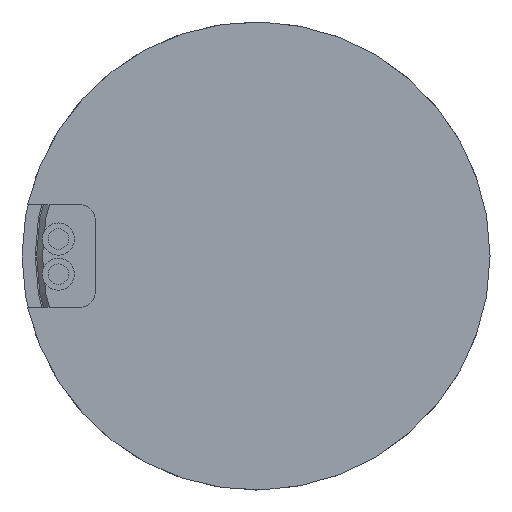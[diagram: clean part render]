
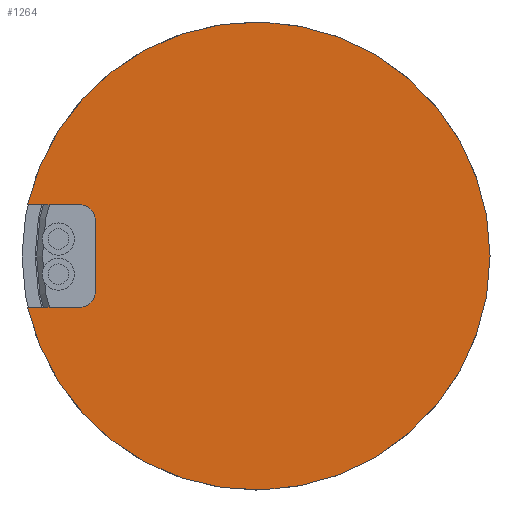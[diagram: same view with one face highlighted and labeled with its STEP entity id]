
A CAD part, front view. The second image highlights one B-rep face of the part: STEP entity #1264.
In plain terms, the highlighted planar face has unit normal (0, -1, 0).
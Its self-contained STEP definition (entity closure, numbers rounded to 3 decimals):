
#94 = AXIS2_PLACEMENT_3D ( 'NONE', #3989, #5790, #1287 ) ;
#366 = DIRECTION ( 'NONE',  ( 0., -1., 0. ) ) ;
#409 = AXIS2_PLACEMENT_3D ( 'NONE', #2676, #366, #5441 ) ;
#432 = LINE ( 'NONE', #3969, #5162 ) ;
#919 = FACE_OUTER_BOUND ( 'NONE', #5717, .T. ) ;
#949 = CARTESIAN_POINT ( 'NONE',  ( 1.25, 0., 5.5 ) ) ;
#1029 = ORIENTED_EDGE ( 'NONE', *, *, #1901, .T. ) ;
#1120 = EDGE_CURVE ( 'NONE', #5223, #1174, #4860, .T. ) ;
#1158 = ORIENTED_EDGE ( 'NONE', *, *, #2444, .F. ) ;
#1172 = CIRCLE ( 'NONE', #409, 8. ) ;
#1174 = VERTEX_POINT ( 'NONE', #949 ) ;
#1264 = ADVANCED_FACE ( 'NONE', ( #919 ), #4643, .T. ) ;
#1287 = DIRECTION ( 'NONE',  ( 0., 0., -1. ) ) ;
#1294 = EDGE_CURVE ( 'NONE', #3427, #1174, #2717, .T. ) ;
#1298 = CARTESIAN_POINT ( 'NONE',  ( -1.75, 0., 9.786 ) ) ;
#1457 = DIRECTION ( 'NONE',  ( 0., 0., -1. ) ) ;
#1577 = AXIS2_PLACEMENT_3D ( 'NONE', #5045, #1881, #1457 ) ;
#1825 = CARTESIAN_POINT ( 'NONE',  ( -1.75, 0., 6. ) ) ;
#1881 = DIRECTION ( 'NONE',  ( 0., -1., 0. ) ) ;
#1901 = EDGE_CURVE ( 'NONE', #5223, #3232, #2192, .T. ) ;
#2078 = CARTESIAN_POINT ( 'NONE',  ( 1.75, 0., 6. ) ) ;
#2192 = CIRCLE ( 'NONE', #94, 0.5 ) ;
#2215 = ORIENTED_EDGE ( 'NONE', *, *, #1120, .F. ) ;
#2270 = DIRECTION ( 'NONE',  ( 0., 0., 1. ) ) ;
#2285 = CARTESIAN_POINT ( 'NONE',  ( -1.25, 0., 5.5 ) ) ;
#2444 = EDGE_CURVE ( 'NONE', #3427, #5156, #432, .T. ) ;
#2602 = CARTESIAN_POINT ( 'NONE',  ( 1.75, 0., 7.806 ) ) ;
#2676 = CARTESIAN_POINT ( 'NONE',  ( 0., 0., 0. ) ) ;
#2717 = CIRCLE ( 'NONE', #5755, 0.5 ) ;
#2733 = VERTEX_POINT ( 'NONE', #4793 ) ;
#2740 = DIRECTION ( 'NONE',  ( 0., 1., 0. ) ) ;
#2835 = EDGE_CURVE ( 'NONE', #2733, #3232, #5287, .T. ) ;
#2870 = EDGE_CURVE ( 'NONE', #2733, #5156, #1172, .T. ) ;
#3180 = VECTOR ( 'NONE', #5444, 1000. ) ;
#3232 = VERTEX_POINT ( 'NONE', #1825 ) ;
#3427 = VERTEX_POINT ( 'NONE', #2078 ) ;
#3656 = ORIENTED_EDGE ( 'NONE', *, *, #2835, .F. ) ;
#3805 = ORIENTED_EDGE ( 'NONE', *, *, #1294, .T. ) ;
#3969 = CARTESIAN_POINT ( 'NONE',  ( 1.75, 0., 9.786 ) ) ;
#3989 = CARTESIAN_POINT ( 'NONE',  ( -1.25, 0., 6. ) ) ;
#4158 = DIRECTION ( 'NONE',  ( 0., 0., -1. ) ) ;
#4643 = PLANE ( 'NONE',  #1577 ) ;
#4793 = CARTESIAN_POINT ( 'NONE',  ( -1.75, 0., 7.806 ) ) ;
#4860 = LINE ( 'NONE', #5864, #3180 ) ;
#4951 = DIRECTION ( 'NONE',  ( 0., 0., -1. ) ) ;
#5045 = CARTESIAN_POINT ( 'NONE',  ( 0., 0., 0. ) ) ;
#5070 = CARTESIAN_POINT ( 'NONE',  ( 1.25, 0., 6. ) ) ;
#5156 = VERTEX_POINT ( 'NONE', #2602 ) ;
#5162 = VECTOR ( 'NONE', #2270, 1000. ) ;
#5223 = VERTEX_POINT ( 'NONE', #2285 ) ;
#5287 = LINE ( 'NONE', #1298, #5645 ) ;
#5441 = DIRECTION ( 'NONE',  ( 0., 0., -1. ) ) ;
#5444 = DIRECTION ( 'NONE',  ( 1., 0., 0. ) ) ;
#5645 = VECTOR ( 'NONE', #4951, 1000. ) ;
#5684 = ORIENTED_EDGE ( 'NONE', *, *, #2870, .T. ) ;
#5717 = EDGE_LOOP ( 'NONE', ( #3656, #5684, #1158, #3805, #2215, #1029 ) ) ;
#5755 = AXIS2_PLACEMENT_3D ( 'NONE', #5070, #2740, #4158 ) ;
#5790 = DIRECTION ( 'NONE',  ( 0., 1., 0. ) ) ;
#5864 = CARTESIAN_POINT ( 'NONE',  ( -1.75, 0., 5.5 ) ) ;
